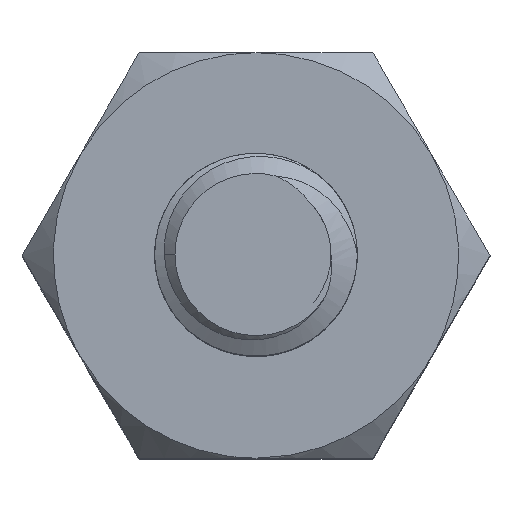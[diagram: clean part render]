
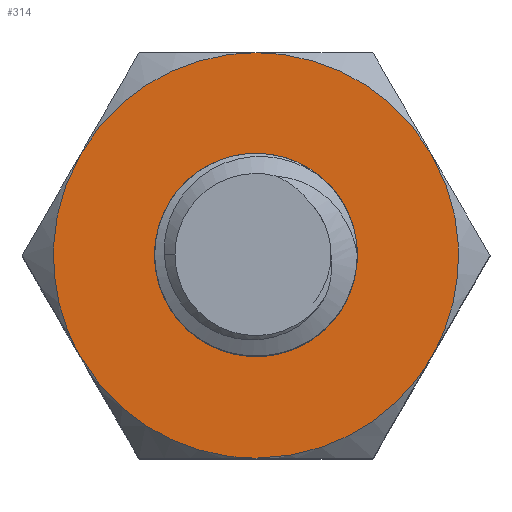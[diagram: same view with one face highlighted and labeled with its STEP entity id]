
A CAD part, top view. The second image highlights one B-rep face of the part: STEP entity #314.
In plain terms, the highlighted planar face has unit normal (0, 0, 1).
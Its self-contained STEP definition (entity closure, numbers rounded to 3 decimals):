
#11=FACE_BOUND('',#533,.T.);
#14=(
BOUNDED_CURVE()
B_SPLINE_CURVE(2,(#6893,#6894,#6895),.UNSPECIFIED.,.F.,.F.)
B_SPLINE_CURVE_WITH_KNOTS((3,3),(0.,2.094),.UNSPECIFIED.)
CURVE()
GEOMETRIC_REPRESENTATION_ITEM()
RATIONAL_B_SPLINE_CURVE((1.,0.866,1.))
REPRESENTATION_ITEM('')
);
#15=(
BOUNDED_CURVE()
B_SPLINE_CURVE(2,(#6910,#6911,#6912,#6913,#6914,#6915,#6916,#6917,#6918),
 .UNSPECIFIED.,.T.,.F.)
B_SPLINE_CURVE_WITH_KNOTS((3,2,2,2,3),(-5.341,-4.006,
-2.67,-1.335,0.),.UNSPECIFIED.)
CURVE()
GEOMETRIC_REPRESENTATION_ITEM()
RATIONAL_B_SPLINE_CURVE((1.,0.707,1.,0.707,1.,0.707,
1.,0.707,1.))
REPRESENTATION_ITEM('')
);
#25=(
BOUNDED_CURVE()
B_SPLINE_CURVE(2,(#7006,#7007,#7008),.UNSPECIFIED.,.F.,.F.)
B_SPLINE_CURVE_WITH_KNOTS((3,3),(-2.094,0.),.UNSPECIFIED.)
CURVE()
GEOMETRIC_REPRESENTATION_ITEM()
RATIONAL_B_SPLINE_CURVE((1.,0.866,1.))
REPRESENTATION_ITEM('')
);
#26=(
BOUNDED_CURVE()
B_SPLINE_CURVE(2,(#7023,#7024,#7025),.UNSPECIFIED.,.F.,.F.)
B_SPLINE_CURVE_WITH_KNOTS((3,3),(0.,2.094),.UNSPECIFIED.)
CURVE()
GEOMETRIC_REPRESENTATION_ITEM()
RATIONAL_B_SPLINE_CURVE((1.,0.866,1.))
REPRESENTATION_ITEM('')
);
#27=(
BOUNDED_CURVE()
B_SPLINE_CURVE(2,(#7040,#7041,#7042),.UNSPECIFIED.,.F.,.F.)
B_SPLINE_CURVE_WITH_KNOTS((3,3),(-2.094,0.),.UNSPECIFIED.)
CURVE()
GEOMETRIC_REPRESENTATION_ITEM()
RATIONAL_B_SPLINE_CURVE((1.,0.866,1.))
REPRESENTATION_ITEM('')
);
#28=(
BOUNDED_CURVE()
B_SPLINE_CURVE(2,(#7055,#7056,#7057),.UNSPECIFIED.,.F.,.F.)
B_SPLINE_CURVE_WITH_KNOTS((3,3),(-2.094,0.),.UNSPECIFIED.)
CURVE()
GEOMETRIC_REPRESENTATION_ITEM()
RATIONAL_B_SPLINE_CURVE((1.,0.866,1.))
REPRESENTATION_ITEM('')
);
#29=(
BOUNDED_CURVE()
B_SPLINE_CURVE(2,(#7072,#7073,#7074),.UNSPECIFIED.,.F.,.F.)
B_SPLINE_CURVE_WITH_KNOTS((3,3),(-2.094,0.),.UNSPECIFIED.)
CURVE()
GEOMETRIC_REPRESENTATION_ITEM()
RATIONAL_B_SPLINE_CURVE((1.,0.866,1.))
REPRESENTATION_ITEM('')
);
#314=ADVANCED_FACE('',(#423,#11),#1953,.T.);
#423=FACE_OUTER_BOUND('',#532,.T.);
#532=EDGE_LOOP('',(#668,#669,#670,#671,#672,#673));
#533=EDGE_LOOP('',(#674));
#668=ORIENTED_EDGE('',*,*,#1300,.T.);
#669=ORIENTED_EDGE('',*,*,#1303,.T.);
#670=ORIENTED_EDGE('',*,*,#1273,.F.);
#671=ORIENTED_EDGE('',*,*,#1291,.T.);
#672=ORIENTED_EDGE('',*,*,#1294,.F.);
#673=ORIENTED_EDGE('',*,*,#1297,.T.);
#674=ORIENTED_EDGE('',*,*,#1276,.T.);
#1273=EDGE_CURVE('',#1749,#1747,#14,.T.);
#1276=EDGE_CURVE('',#1751,#1751,#15,.T.);
#1291=EDGE_CURVE('',#1749,#1757,#25,.T.);
#1294=EDGE_CURVE('',#1756,#1757,#26,.T.);
#1297=EDGE_CURVE('',#1756,#1759,#27,.T.);
#1300=EDGE_CURVE('',#1759,#1758,#28,.T.);
#1303=EDGE_CURVE('',#1758,#1747,#29,.T.);
#1747=VERTEX_POINT('',#6688);
#1749=VERTEX_POINT('',#6690);
#1751=VERTEX_POINT('',#6692);
#1756=VERTEX_POINT('',#6697);
#1757=VERTEX_POINT('',#6698);
#1758=VERTEX_POINT('',#6699);
#1759=VERTEX_POINT('',#6700);
#1953=PLANE('',#1984);
#1984=AXIS2_PLACEMENT_3D('',#2328,#1998,$);
#1998=DIRECTION('',(0.,0.,1.));
#2328=CARTESIAN_POINT('',(-2.783,7.588,6.));
#6688=CARTESIAN_POINT('',(1.732,9.,6.));
#6690=CARTESIAN_POINT('',(1.732,11.,6.));
#6692=CARTESIAN_POINT('',(0.85,10.,6.));
#6697=CARTESIAN_POINT('',(-1.732,11.,6.));
#6698=CARTESIAN_POINT('',(0.,12.,6.));
#6699=CARTESIAN_POINT('',(0.,8.,6.));
#6700=CARTESIAN_POINT('',(-1.732,9.,6.));
#6893=CARTESIAN_POINT('',(1.732,11.,6.));
#6894=CARTESIAN_POINT('',(2.309,10.,6.));
#6895=CARTESIAN_POINT('',(1.732,9.,6.));
#6910=CARTESIAN_POINT('',(0.85,10.,6.));
#6911=CARTESIAN_POINT('',(0.85,9.15,6.));
#6912=CARTESIAN_POINT('',(0.,9.15,6.));
#6913=CARTESIAN_POINT('',(-0.85,9.15,6.));
#6914=CARTESIAN_POINT('',(-0.85,10.,6.));
#6915=CARTESIAN_POINT('',(-0.85,10.85,6.));
#6916=CARTESIAN_POINT('',(0.,10.85,6.));
#6917=CARTESIAN_POINT('',(0.85,10.85,6.));
#6918=CARTESIAN_POINT('',(0.85,10.,6.));
#7006=CARTESIAN_POINT('',(1.732,11.,6.));
#7007=CARTESIAN_POINT('',(1.155,12.,6.));
#7008=CARTESIAN_POINT('',(0.,12.,6.));
#7023=CARTESIAN_POINT('',(-1.732,11.,6.));
#7024=CARTESIAN_POINT('',(-1.155,12.,6.));
#7025=CARTESIAN_POINT('',(0.,12.,6.));
#7040=CARTESIAN_POINT('',(-1.732,11.,6.));
#7041=CARTESIAN_POINT('',(-2.309,10.,6.));
#7042=CARTESIAN_POINT('',(-1.732,9.,6.));
#7055=CARTESIAN_POINT('',(-1.732,9.,6.));
#7056=CARTESIAN_POINT('',(-1.155,8.,6.));
#7057=CARTESIAN_POINT('',(0.,8.,6.));
#7072=CARTESIAN_POINT('',(0.,8.,6.));
#7073=CARTESIAN_POINT('',(1.155,8.,6.));
#7074=CARTESIAN_POINT('',(1.732,9.,6.));
